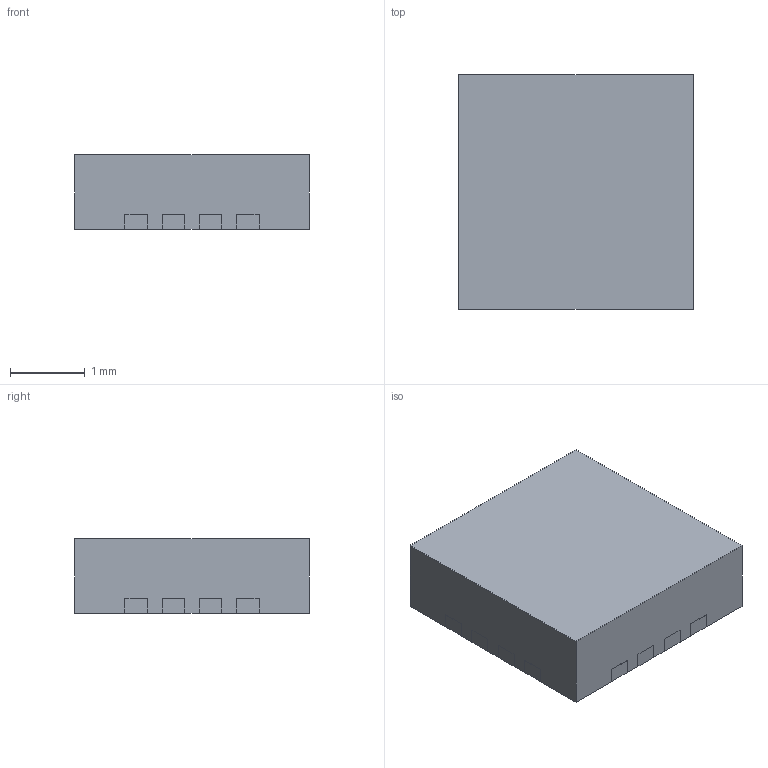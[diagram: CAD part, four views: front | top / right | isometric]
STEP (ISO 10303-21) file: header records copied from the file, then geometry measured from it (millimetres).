
FILE_DESCRIPTION( ( 'Trsf_DAB3' ), '1' );
FILE_NAME( 'pqfp16.stp', 'Unknown', ( 'J.Morand' ), ( 'ADENEO' ), 'PSStep 15.0.49', 'Solid Edge', ' ' );
FILE_SCHEMA( ( 'AUTOMOTIVE_DESIGN { 1 0 10303 214 1 1 1 1 }' ) );
Length unit declared in the file: millimetre
Products named in the file (4): Assem1; pqfp-core; pad; thermal_pad
Assembly tree (18 placements, depth 2):
  Assem1
    pqfp-core
    pad  x16
    thermal_pad
Bounding box: 3.15 x 3.15 x 1 mm (x, y, z)
Volume: 9.9 mm3; surface area: 52.9 mm2
Topology: 18 solids, 18 shells, 177 faces, 420 edges, 280 vertices
Faces by surface type: plane 145, cylinder 32
Entity records: 3634 total; most frequent: CARTESIAN_POINT 506, DIRECTION 486, ORIENTED_EDGE 480, EDGE_CURVE 240, LINE 206, VECTOR 206, VERTEX_POINT 160, AXIS2_PLACEMENT_3D 140
